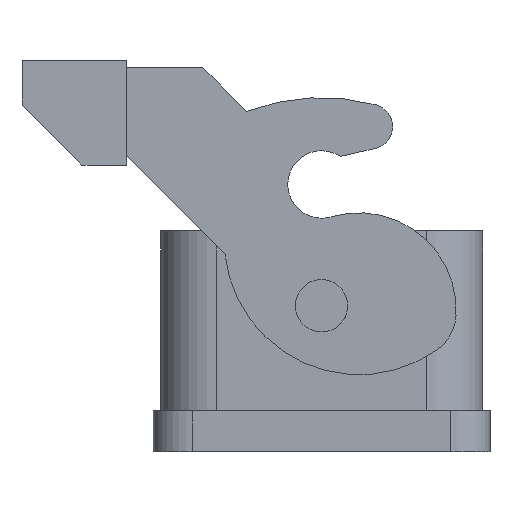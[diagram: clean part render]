
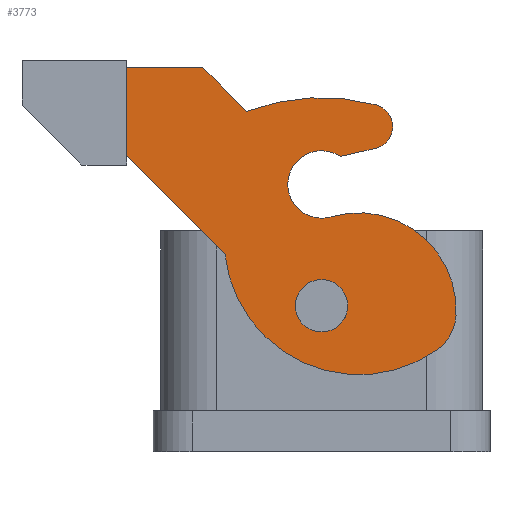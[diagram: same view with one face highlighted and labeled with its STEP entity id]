
A CAD part, front view. The second image highlights one B-rep face of the part: STEP entity #3773.
In plain terms, the highlighted planar face has unit normal (0, -1, 0).
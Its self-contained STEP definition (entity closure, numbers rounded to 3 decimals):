
#3352=AXIS2_PLACEMENT_3D('Circle Axis2P3D',#3350,#3351,$) ;
#3371=AXIS2_PLACEMENT_3D('Circle Axis2P3D',#3369,#3370,$) ;
#3409=AXIS2_PLACEMENT_3D('Circle Axis2P3D',#3407,#3408,$) ;
#3428=AXIS2_PLACEMENT_3D('Circle Axis2P3D',#3426,#3427,$) ;
#3447=AXIS2_PLACEMENT_3D('Circle Axis2P3D',#3445,#3446,$) ;
#3466=AXIS2_PLACEMENT_3D('Circle Axis2P3D',#3464,#3465,$) ;
#3485=AXIS2_PLACEMENT_3D('Circle Axis2P3D',#3483,#3484,$) ;
#3703=AXIS2_PLACEMENT_3D('Plane Axis2P3D',#3700,#3701,#3702) ;
#3286=CARTESIAN_POINT('Line Origine',(14.,6.5,45.417)) ;
#3290=CARTESIAN_POINT('Vertex',(14.,6.5,39.533)) ;
#3292=CARTESIAN_POINT('Vertex',(14.,6.5,51.3)) ;
#3312=CARTESIAN_POINT('Line Origine',(19.077,6.5,51.3)) ;
#3316=CARTESIAN_POINT('Vertex',(24.153,6.5,51.3)) ;
#3331=CARTESIAN_POINT('Line Origine',(27.077,6.5,48.377)) ;
#3335=CARTESIAN_POINT('Vertex',(30.,6.5,45.453)) ;
#3350=CARTESIAN_POINT('Axis2P3D Location',(40.,6.5,19.3)) ;
#3354=CARTESIAN_POINT('Vertex',(47.28,6.5,46.337)) ;
#3369=CARTESIAN_POINT('Axis2P3D Location',(46.5,6.5,43.44)) ;
#3373=CARTESIAN_POINT('Vertex',(47.173,6.5,40.517)) ;
#3388=CARTESIAN_POINT('Line Origine',(44.836,6.5,39.979)) ;
#3392=CARTESIAN_POINT('Vertex',(42.5,6.5,39.442)) ;
#3407=CARTESIAN_POINT('Axis2P3D Location',(40.,6.5,35.7)) ;
#3411=CARTESIAN_POINT('Vertex',(37.5,6.5,31.958)) ;
#3426=CARTESIAN_POINT('Axis2P3D Location',(40.,6.5,35.7)) ;
#3430=CARTESIAN_POINT('Vertex',(41.281,6.5,31.386)) ;
#3445=CARTESIAN_POINT('Axis2P3D Location',(44.981,6.5,18.924)) ;
#3449=CARTESIAN_POINT('Vertex',(57.961,6.5,18.196)) ;
#3464=CARTESIAN_POINT('Axis2P3D Location',(51.97,6.5,18.532)) ;
#3468=CARTESIAN_POINT('Vertex',(55.455,6.5,13.648)) ;
#3483=CARTESIAN_POINT('Axis2P3D Location',(45.,6.5,28.3)) ;
#3487=CARTESIAN_POINT('Vertex',(27.097,6.5,26.436)) ;
#3502=CARTESIAN_POINT('Line Origine',(20.548,6.5,32.985)) ;
#3700=CARTESIAN_POINT('Axis2P3D Location',(13.,6.5,42.3)) ;
#3720=CARTESIAN_POINT('Control Point',(43.072,6.5,17.822)) ;
#3721=CARTESIAN_POINT('Control Point',(42.896,6.5,17.5)) ;
#3722=CARTESIAN_POINT('Control Point',(42.678,6.5,17.202)) ;
#3723=CARTESIAN_POINT('Control Point',(42.422,6.5,16.933)) ;
#3724=CARTESIAN_POINT('Control Point',(41.846,6.5,16.47)) ;
#3725=CARTESIAN_POINT('Control Point',(41.17,6.5,16.17)) ;
#3726=CARTESIAN_POINT('Control Point',(40.814,6.5,16.066)) ;
#3727=CARTESIAN_POINT('Control Point',(40.083,6.5,15.953)) ;
#3728=CARTESIAN_POINT('Control Point',(39.348,6.5,16.032)) ;
#3729=CARTESIAN_POINT('Control Point',(38.987,6.5,16.119)) ;
#3730=CARTESIAN_POINT('Control Point',(38.298,6.5,16.387)) ;
#3731=CARTESIAN_POINT('Control Point',(37.701,6.5,16.823)) ;
#3732=CARTESIAN_POINT('Control Point',(37.432,6.5,17.079)) ;
#3733=CARTESIAN_POINT('Control Point',(36.969,6.5,17.655)) ;
#3734=CARTESIAN_POINT('Control Point',(36.67,6.5,18.332)) ;
#3735=CARTESIAN_POINT('Control Point',(36.566,6.5,18.688)) ;
#3736=CARTESIAN_POINT('Control Point',(36.453,6.5,19.418)) ;
#3737=CARTESIAN_POINT('Control Point',(36.532,6.5,20.153)) ;
#3738=CARTESIAN_POINT('Control Point',(36.619,6.5,20.513)) ;
#3739=CARTESIAN_POINT('Control Point',(36.753,6.5,20.857)) ;
#3740=CARTESIAN_POINT('Control Point',(36.928,6.5,21.178)) ;
#3741=CARTESIAN_POINT('Vertex',(43.072,6.5,17.822)) ;
#3743=CARTESIAN_POINT('Vertex',(36.928,6.5,21.178)) ;
#3747=CARTESIAN_POINT('Control Point',(36.928,6.5,21.178)) ;
#3748=CARTESIAN_POINT('Control Point',(37.104,6.5,21.5)) ;
#3749=CARTESIAN_POINT('Control Point',(37.322,6.5,21.798)) ;
#3750=CARTESIAN_POINT('Control Point',(37.578,6.5,22.067)) ;
#3751=CARTESIAN_POINT('Control Point',(38.154,6.5,22.53)) ;
#3752=CARTESIAN_POINT('Control Point',(38.83,6.5,22.83)) ;
#3753=CARTESIAN_POINT('Control Point',(39.186,6.5,22.934)) ;
#3754=CARTESIAN_POINT('Control Point',(39.917,6.5,23.047)) ;
#3755=CARTESIAN_POINT('Control Point',(40.652,6.5,22.968)) ;
#3756=CARTESIAN_POINT('Control Point',(41.013,6.5,22.881)) ;
#3757=CARTESIAN_POINT('Control Point',(41.702,6.5,22.613)) ;
#3758=CARTESIAN_POINT('Control Point',(42.299,6.5,22.177)) ;
#3759=CARTESIAN_POINT('Control Point',(42.568,6.5,21.921)) ;
#3760=CARTESIAN_POINT('Control Point',(43.031,6.5,21.345)) ;
#3761=CARTESIAN_POINT('Control Point',(43.33,6.5,20.668)) ;
#3762=CARTESIAN_POINT('Control Point',(43.434,6.5,20.312)) ;
#3763=CARTESIAN_POINT('Control Point',(43.547,6.5,19.582)) ;
#3764=CARTESIAN_POINT('Control Point',(43.468,6.5,18.847)) ;
#3765=CARTESIAN_POINT('Control Point',(43.381,6.5,18.487)) ;
#3766=CARTESIAN_POINT('Control Point',(43.247,6.5,18.143)) ;
#3767=CARTESIAN_POINT('Control Point',(43.072,6.5,17.822)) ;
#3287=DIRECTION('Vector Direction',(0.,0.,1.)) ;
#3313=DIRECTION('Vector Direction',(1.,0.,0.)) ;
#3332=DIRECTION('Vector Direction',(0.707,0.,-0.707)) ;
#3351=DIRECTION('Axis2P3D Direction',(0.,-1.,0.)) ;
#3370=DIRECTION('Axis2P3D Direction',(0.,-1.,0.)) ;
#3389=DIRECTION('Vector Direction',(-0.975,0.,-0.224)) ;
#3408=DIRECTION('Axis2P3D Direction',(0.,-1.,0.)) ;
#3427=DIRECTION('Axis2P3D Direction',(0.,-1.,0.)) ;
#3446=DIRECTION('Axis2P3D Direction',(0.,-1.,0.)) ;
#3465=DIRECTION('Axis2P3D Direction',(0.,-1.,0.)) ;
#3484=DIRECTION('Axis2P3D Direction',(0.,-1.,0.)) ;
#3503=DIRECTION('Vector Direction',(-0.707,0.,0.707)) ;
#3701=DIRECTION('Axis2P3D Direction',(0.,-1.,0.)) ;
#3702=DIRECTION('Axis2P3D XDirection',(1.,0.,0.)) ;
#3288=VECTOR('Line Direction',#3287,1.) ;
#3314=VECTOR('Line Direction',#3313,1.) ;
#3333=VECTOR('Line Direction',#3332,1.) ;
#3390=VECTOR('Line Direction',#3389,1.) ;
#3504=VECTOR('Line Direction',#3503,1.) ;
#3706=ORIENTED_EDGE('',*,*,#3506,.T.) ;
#3707=ORIENTED_EDGE('',*,*,#3489,.T.) ;
#3708=ORIENTED_EDGE('',*,*,#3470,.T.) ;
#3709=ORIENTED_EDGE('',*,*,#3451,.T.) ;
#3710=ORIENTED_EDGE('',*,*,#3432,.T.) ;
#3711=ORIENTED_EDGE('',*,*,#3413,.T.) ;
#3712=ORIENTED_EDGE('',*,*,#3394,.T.) ;
#3713=ORIENTED_EDGE('',*,*,#3375,.T.) ;
#3714=ORIENTED_EDGE('',*,*,#3356,.T.) ;
#3715=ORIENTED_EDGE('',*,*,#3337,.T.) ;
#3716=ORIENTED_EDGE('',*,*,#3318,.T.) ;
#3717=ORIENTED_EDGE('',*,*,#3294,.F.) ;
#3770=ORIENTED_EDGE('',*,*,#3745,.T.) ;
#3771=ORIENTED_EDGE('',*,*,#3768,.T.) ;
#3772=FACE_BOUND('',#3769,.T.) ;
#3773=ADVANCED_FACE('Housing',(#3718,#3772),#3704,.T.) ;
#3719=B_SPLINE_CURVE_WITH_KNOTS('',5,(#3720,#3721,#3722,#3723,#3724,#3725,#3726,#3727,#3728,#3729,#3730,#3731,#3732,#3733,#3734,#3735,#3736,#3737,#3738,#3739,#3740),.UNSPECIFIED.,.F.,.U.,(6,3,3,3,3,3,6),(0.,2.6,5.199,7.799,10.399,12.998,15.594),.UNSPECIFIED.) ;
#3746=B_SPLINE_CURVE_WITH_KNOTS('',5,(#3747,#3748,#3749,#3750,#3751,#3752,#3753,#3754,#3755,#3756,#3757,#3758,#3759,#3760,#3761,#3762,#3763,#3764,#3765,#3766,#3767),.UNSPECIFIED.,.F.,.U.,(6,3,3,3,3,3,6),(0.,2.6,5.199,7.799,10.399,12.998,15.594),.UNSPECIFIED.) ;
#3353=CIRCLE('generated circle',#3352,28.) ;
#3372=CIRCLE('generated circle',#3371,3.) ;
#3410=CIRCLE('generated circle',#3409,4.5) ;
#3429=CIRCLE('generated circle',#3428,4.5) ;
#3448=CIRCLE('generated circle',#3447,13.) ;
#3467=CIRCLE('generated circle',#3466,6.) ;
#3486=CIRCLE('generated circle',#3485,18.) ;
#3294=EDGE_CURVE('',#3291,#3293,#3289,.T.) ;
#3318=EDGE_CURVE('',#3317,#3293,#3315,.F.) ;
#3337=EDGE_CURVE('',#3336,#3317,#3334,.F.) ;
#3356=EDGE_CURVE('',#3355,#3336,#3353,.T.) ;
#3375=EDGE_CURVE('',#3374,#3355,#3372,.T.) ;
#3394=EDGE_CURVE('',#3393,#3374,#3391,.F.) ;
#3413=EDGE_CURVE('',#3412,#3393,#3410,.F.) ;
#3432=EDGE_CURVE('',#3431,#3412,#3429,.F.) ;
#3451=EDGE_CURVE('',#3450,#3431,#3448,.T.) ;
#3470=EDGE_CURVE('',#3469,#3450,#3467,.T.) ;
#3489=EDGE_CURVE('',#3488,#3469,#3486,.T.) ;
#3506=EDGE_CURVE('',#3291,#3488,#3505,.F.) ;
#3745=EDGE_CURVE('',#3742,#3744,#3719,.T.) ;
#3768=EDGE_CURVE('',#3744,#3742,#3746,.T.) ;
#3705=EDGE_LOOP('',(#3706,#3707,#3708,#3709,#3710,#3711,#3712,#3713,#3714,#3715,#3716,#3717)) ;
#3769=EDGE_LOOP('',(#3770,#3771)) ;
#3718=FACE_OUTER_BOUND('',#3705,.T.) ;
#3289=LINE('Line',#3286,#3288) ;
#3315=LINE('Line',#3312,#3314) ;
#3334=LINE('Line',#3331,#3333) ;
#3391=LINE('Line',#3388,#3390) ;
#3505=LINE('Line',#3502,#3504) ;
#3704=PLANE('',#3703) ;
#3291=VERTEX_POINT('',#3290) ;
#3293=VERTEX_POINT('',#3292) ;
#3317=VERTEX_POINT('',#3316) ;
#3336=VERTEX_POINT('',#3335) ;
#3355=VERTEX_POINT('',#3354) ;
#3374=VERTEX_POINT('',#3373) ;
#3393=VERTEX_POINT('',#3392) ;
#3412=VERTEX_POINT('',#3411) ;
#3431=VERTEX_POINT('',#3430) ;
#3450=VERTEX_POINT('',#3449) ;
#3469=VERTEX_POINT('',#3468) ;
#3488=VERTEX_POINT('',#3487) ;
#3742=VERTEX_POINT('',#3741) ;
#3744=VERTEX_POINT('',#3743) ;
